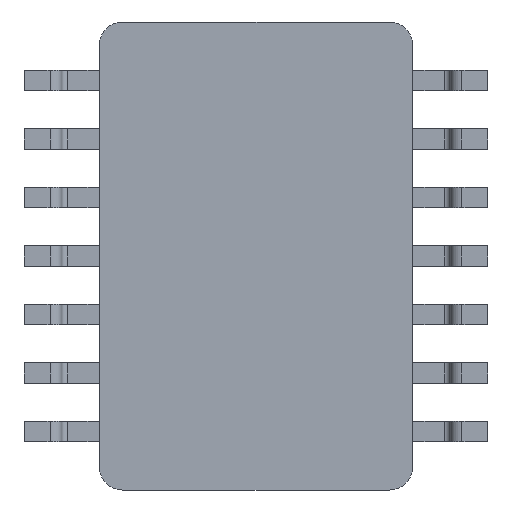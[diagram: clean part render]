
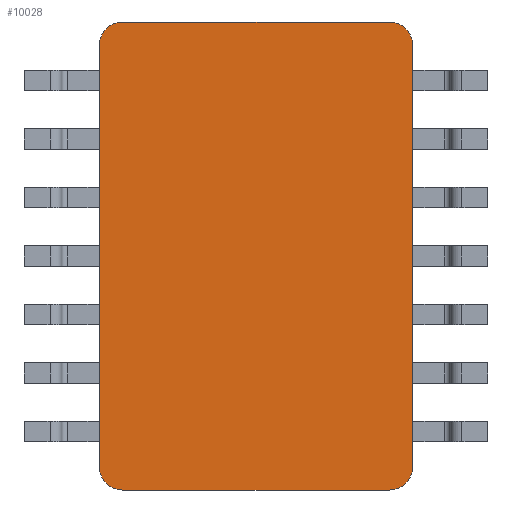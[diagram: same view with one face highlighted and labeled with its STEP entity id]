
A CAD part, front view. The second image highlights one B-rep face of the part: STEP entity #10028.
In plain terms, the highlighted planar face has unit normal (0, -1, 0).
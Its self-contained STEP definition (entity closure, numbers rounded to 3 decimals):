
#187 = EDGE_CURVE ( 'NONE', #13496, #854, #9096, .T. ) ;
#373 = CARTESIAN_POINT ( 'NONE',  ( -2.85, 0., 4.5 ) ) ;
#747 = VERTEX_POINT ( 'NONE', #8558 ) ;
#782 = CARTESIAN_POINT ( 'NONE',  ( 3.35, 0., -5. ) ) ;
#799 = DIRECTION ( 'NONE',  ( 0., -1., 0. ) ) ;
#854 = VERTEX_POINT ( 'NONE', #8036 ) ;
#1073 = LINE ( 'NONE', #3297, #1219 ) ;
#1088 = CARTESIAN_POINT ( 'NONE',  ( 0., 0., 0. ) ) ;
#1213 = CARTESIAN_POINT ( 'NONE',  ( -2.85, 0., -4.5 ) ) ;
#1219 = VECTOR ( 'NONE', #12975, 1000. ) ;
#1361 = FACE_OUTER_BOUND ( 'NONE', #9894, .T. ) ;
#1365 = LINE ( 'NONE', #5695, #13870 ) ;
#1491 = ORIENTED_EDGE ( 'NONE', *, *, #3360, .T. ) ;
#1720 = CIRCLE ( 'NONE', #10560, 0.5 ) ;
#1989 = AXIS2_PLACEMENT_3D ( 'NONE', #1213, #10738, #6332 ) ;
#2512 = DIRECTION ( 'NONE',  ( 0., 0., -1. ) ) ;
#2561 = EDGE_CURVE ( 'NONE', #4279, #12113, #11720, .T. ) ;
#3073 = LINE ( 'NONE', #782, #10246 ) ;
#3098 = ORIENTED_EDGE ( 'NONE', *, *, #13302, .F. ) ;
#3208 = VERTEX_POINT ( 'NONE', #7266 ) ;
#3297 = CARTESIAN_POINT ( 'NONE',  ( 3.35, 0., -5. ) ) ;
#3315 = VECTOR ( 'NONE', #12066, 1000. ) ;
#3339 = EDGE_CURVE ( 'NONE', #4279, #747, #6552, .T. ) ;
#3360 = EDGE_CURVE ( 'NONE', #4223, #747, #1720, .T. ) ;
#3573 = DIRECTION ( 'NONE',  ( 0., -1., 0. ) ) ;
#4216 = CARTESIAN_POINT ( 'NONE',  ( -2.85, 0., 5. ) ) ;
#4223 = VERTEX_POINT ( 'NONE', #5630 ) ;
#4279 = VERTEX_POINT ( 'NONE', #4216 ) ;
#4342 = EDGE_CURVE ( 'NONE', #3208, #11150, #9460, .T. ) ;
#4359 = CARTESIAN_POINT ( 'NONE',  ( 2.85, 0., 4.5 ) ) ;
#4974 = DIRECTION ( 'NONE',  ( 0., 0., -1. ) ) ;
#5067 = ORIENTED_EDGE ( 'NONE', *, *, #3339, .F. ) ;
#5630 = CARTESIAN_POINT ( 'NONE',  ( 3.35, 0., 4.5 ) ) ;
#5695 = CARTESIAN_POINT ( 'NONE',  ( -3.35, 0., -5. ) ) ;
#5762 = ORIENTED_EDGE ( 'NONE', *, *, #187, .T. ) ;
#5863 = CARTESIAN_POINT ( 'NONE',  ( -2.85, 0., -5. ) ) ;
#6048 = ORIENTED_EDGE ( 'NONE', *, *, #11558, .F. ) ;
#6332 = DIRECTION ( 'NONE',  ( 0., 0., -1. ) ) ;
#6552 = LINE ( 'NONE', #9701, #3315 ) ;
#6627 = AXIS2_PLACEMENT_3D ( 'NONE', #1088, #6739, #9984 ) ;
#6739 = DIRECTION ( 'NONE',  ( 0., -1., 0. ) ) ;
#7190 = DIRECTION ( 'NONE',  ( 0., 0., -1. ) ) ;
#7266 = CARTESIAN_POINT ( 'NONE',  ( -3.35, 0., -4.5 ) ) ;
#7486 = DIRECTION ( 'NONE',  ( 0., -1., 0. ) ) ;
#7638 = CARTESIAN_POINT ( 'NONE',  ( -3.35, 0., 4.5 ) ) ;
#8036 = CARTESIAN_POINT ( 'NONE',  ( 3.35, 0., -4.5 ) ) ;
#8258 = EDGE_CURVE ( 'NONE', #3208, #12113, #1365, .T. ) ;
#8432 = CARTESIAN_POINT ( 'NONE',  ( 2.85, 0., -5. ) ) ;
#8558 = CARTESIAN_POINT ( 'NONE',  ( 2.85, 0., 5. ) ) ;
#9096 = CIRCLE ( 'NONE', #12977, 0.5 ) ;
#9460 = CIRCLE ( 'NONE', #1989, 0.5 ) ;
#9701 = CARTESIAN_POINT ( 'NONE',  ( 3.35, 0., 5. ) ) ;
#9894 = EDGE_LOOP ( 'NONE', ( #13725, #10849, #6048, #5762, #3098, #1491, #5067, #12145 ) ) ;
#9984 = DIRECTION ( 'NONE',  ( 0., 0., -1. ) ) ;
#10028 = ADVANCED_FACE ( 'NONE', ( #1361 ), #10820, .T. ) ;
#10055 = DIRECTION ( 'NONE',  ( 0., 0., 1. ) ) ;
#10246 = VECTOR ( 'NONE', #4974, 1000. ) ;
#10560 = AXIS2_PLACEMENT_3D ( 'NONE', #4359, #7486, #10751 ) ;
#10738 = DIRECTION ( 'NONE',  ( 0., -1., 0. ) ) ;
#10751 = DIRECTION ( 'NONE',  ( 0., 0., -1. ) ) ;
#10820 = PLANE ( 'NONE',  #6627 ) ;
#10849 = ORIENTED_EDGE ( 'NONE', *, *, #4342, .T. ) ;
#11016 = AXIS2_PLACEMENT_3D ( 'NONE', #373, #3573, #2512 ) ;
#11150 = VERTEX_POINT ( 'NONE', #5863 ) ;
#11558 = EDGE_CURVE ( 'NONE', #13496, #11150, #1073, .T. ) ;
#11720 = CIRCLE ( 'NONE', #11016, 0.5 ) ;
#12066 = DIRECTION ( 'NONE',  ( 1., 0., 0. ) ) ;
#12113 = VERTEX_POINT ( 'NONE', #7638 ) ;
#12145 = ORIENTED_EDGE ( 'NONE', *, *, #2561, .T. ) ;
#12702 = CARTESIAN_POINT ( 'NONE',  ( 2.85, 0., -4.5 ) ) ;
#12975 = DIRECTION ( 'NONE',  ( -1., 0., 0. ) ) ;
#12977 = AXIS2_PLACEMENT_3D ( 'NONE', #12702, #799, #7190 ) ;
#13302 = EDGE_CURVE ( 'NONE', #4223, #854, #3073, .T. ) ;
#13496 = VERTEX_POINT ( 'NONE', #8432 ) ;
#13725 = ORIENTED_EDGE ( 'NONE', *, *, #8258, .F. ) ;
#13870 = VECTOR ( 'NONE', #10055, 1000. ) ;
